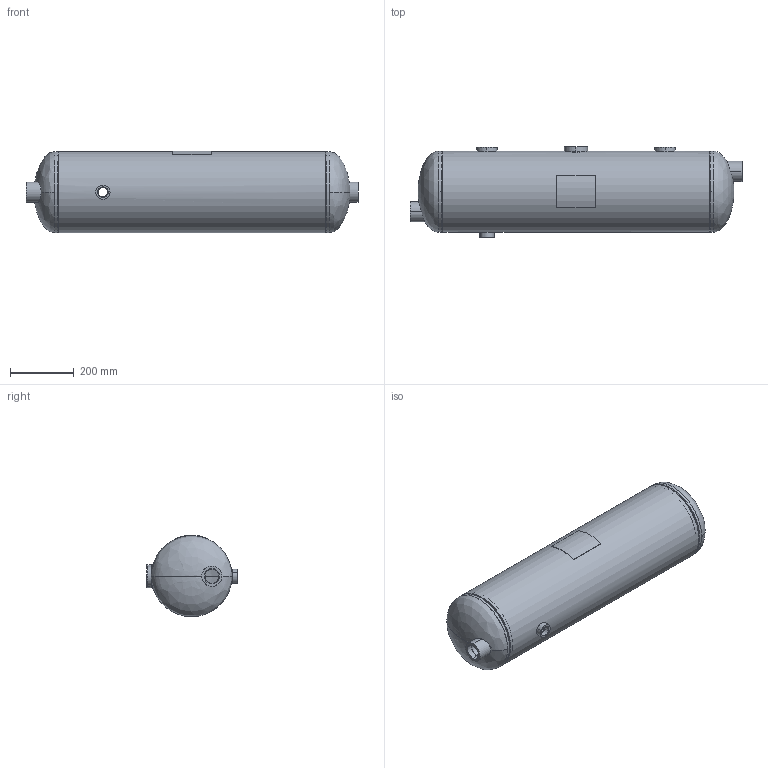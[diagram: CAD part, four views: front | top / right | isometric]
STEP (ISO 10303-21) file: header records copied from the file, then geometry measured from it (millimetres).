
FILE_DESCRIPTION (( 'STEP AP203' ), '1' );
FILE_NAME ('FTA-13.STEP', '2021-03-09T20:24:13', ( '' ), ( '' ), 'SwSTEP 2.0', 'SolidWorks 2021', '' );
FILE_SCHEMA (( 'CONFIG_CONTROL_DESIGN' ));
Length unit declared in the file: inch
Products named in the file (9): 9500050; 99B1778; 9500080; 9500070; FTA-13; 9200020; 9600830_10" HORIZ; Couplings_9500565
Assembly tree (10 placements, depth 2):
  FTA-13
    99B1778
    9200020
    9200020
    9500050
    9500070  x2
    9500080
    Couplings_9500565  x2
    9600830_10" HORIZ
Bounding box: 1041.4 x 283.16 x 255.42 mm (x, y, z)
Volume: 2341242 mm3; surface area: 1782871.7 mm2
Topology: 10 solids, 10 shells, 164 faces, 364 edges, 220 vertices
Faces by surface type: cylinder 56, cone 36, plane 32, torus 24, bspline 16
Full cylindrical faces by diameter (mm): 248.92 x1, 253.797 x1
Entity records: 10465 total; most frequent: CARTESIAN_POINT 6335, DIRECTION 698, ORIENTED_EDGE 616, EDGE_CURVE 308, AXIS2_PLACEMENT_3D 305, VERTEX_POINT 188, CIRCLE 168, EDGE_LOOP 164
